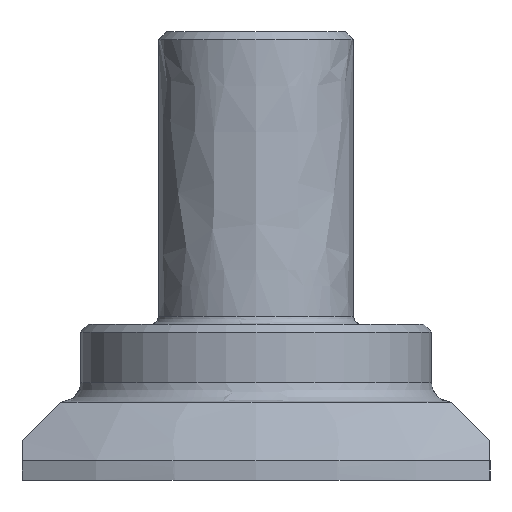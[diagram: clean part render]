
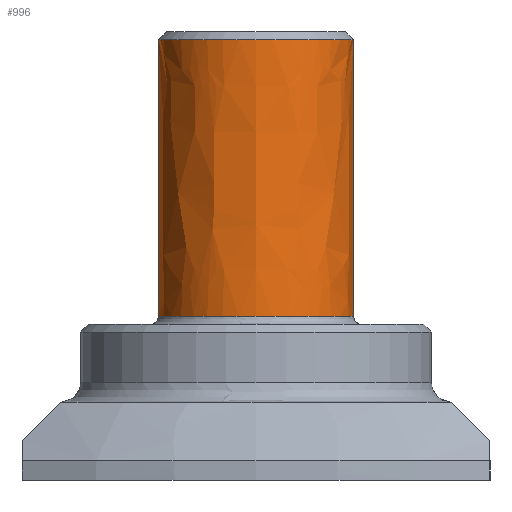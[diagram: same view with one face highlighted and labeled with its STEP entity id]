
A CAD part, left-side view. The second image highlights one B-rep face of the part: STEP entity #996.
In plain terms, the highlighted free-form (B-spline) face has degree [3, 3] with [7, 4] control points.
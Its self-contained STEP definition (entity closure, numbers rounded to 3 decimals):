
#302=CARTESIAN_POINT('',(0.,0.,2.2));
#303=DIRECTION('',(0.,0.,-1.));
#304=DIRECTION('',(0.,-1.,0.));
#305=AXIS2_PLACEMENT_3D('',#302,#303,#304);
#307=DIRECTION('',(0.,0.,1.));
#308=VECTOR('',#307,7.1);
#309=CARTESIAN_POINT('',(0.,2.5,2.2));
#310=LINE('',#309,#308);
#311=DIRECTION('',(0.,0.,1.));
#312=VECTOR('',#311,7.1);
#313=CARTESIAN_POINT('',(0.,-2.5,2.2));
#314=LINE('',#313,#312);
#538=CARTESIAN_POINT('',(0.,0.,9.3));
#539=DIRECTION('',(0.,0.,1.));
#540=DIRECTION('',(0.,1.,0.));
#541=AXIS2_PLACEMENT_3D('',#538,#539,#540);
#555=CARTESIAN_POINT('',(0.,-2.5,2.2));
#556=CARTESIAN_POINT('',(0.,2.5,2.2));
#557=VERTEX_POINT('',#555);
#558=VERTEX_POINT('',#556);
#599=CARTESIAN_POINT('',(0.,2.5,9.3));
#600=CARTESIAN_POINT('',(0.,-2.5,9.3));
#601=VERTEX_POINT('',#599);
#602=VERTEX_POINT('',#600);
#958=CARTESIAN_POINT('',(0.157,-2.495,9.442));
#959=CARTESIAN_POINT('',(0.157,-2.495,6.981));
#960=CARTESIAN_POINT('',(0.157,-2.495,4.519));
#961=CARTESIAN_POINT('',(0.157,-2.495,2.058));
#962=CARTESIAN_POINT('',(-1.378,-2.592,9.442));
#963=CARTESIAN_POINT('',(-1.378,-2.592,6.981));
#964=CARTESIAN_POINT('',(-1.378,-2.592,4.519));
#965=CARTESIAN_POINT('',(-1.378,-2.592,2.058));
#966=CARTESIAN_POINT('',(-2.5,-1.538,9.442));
#967=CARTESIAN_POINT('',(-2.5,-1.538,6.981));
#968=CARTESIAN_POINT('',(-2.5,-1.538,4.519));
#969=CARTESIAN_POINT('',(-2.5,-1.538,2.058));
#970=CARTESIAN_POINT('',(-2.5,0.,9.442));
#971=CARTESIAN_POINT('',(-2.5,0.,6.981));
#972=CARTESIAN_POINT('',(-2.5,0.,4.519));
#973=CARTESIAN_POINT('',(-2.5,0.,2.058));
#974=CARTESIAN_POINT('',(-2.5,1.538,9.442));
#975=CARTESIAN_POINT('',(-2.5,1.538,6.981));
#976=CARTESIAN_POINT('',(-2.5,1.538,4.519));
#977=CARTESIAN_POINT('',(-2.5,1.538,2.058));
#978=CARTESIAN_POINT('',(-1.378,2.592,9.442));
#979=CARTESIAN_POINT('',(-1.378,2.592,6.981));
#980=CARTESIAN_POINT('',(-1.378,2.592,4.519));
#981=CARTESIAN_POINT('',(-1.378,2.592,2.058));
#982=CARTESIAN_POINT('',(0.157,2.495,9.442));
#983=CARTESIAN_POINT('',(0.157,2.495,6.981));
#984=CARTESIAN_POINT('',(0.157,2.495,4.519));
#985=CARTESIAN_POINT('',(0.157,2.495,2.058));
#986=(BOUNDED_SURFACE()B_SPLINE_SURFACE(3,3,((#958,#959,#960,#961),(#962,#963,
#964,#965),(#966,#967,#968,#969),(#970,#971,#972,#973),(#974,#975,#976,#977),(
#978,#979,#980,#981),(#982,#983,#984,#985)),.UNSPECIFIED.,.F.,.F.,.F.)B_SPLINE_SURFACE_WITH_KNOTS((4,3,4),(4,4),(0.,1.,2.),(0.633,8.017),.UNSPECIFIED.)GEOMETRIC_REPRESENTATION_ITEM()RATIONAL_B_SPLINE_SURFACE(((1.187,
1.187,1.187,1.187),(0.938,
0.938,0.938,0.938),(0.938,
0.938,0.938,0.938),(1.187,
1.187,1.187,1.187),(0.938,
0.938,0.938,0.938),(0.938,
0.938,0.938,0.938),(1.187,
1.187,1.187,1.187)))REPRESENTATION_ITEM('')SURFACE());
#987=ORIENTED_EDGE('',*,*,#948,.T.);
#989=ORIENTED_EDGE('',*,*,#988,.T.);
#991=ORIENTED_EDGE('',*,*,#990,.T.);
#993=ORIENTED_EDGE('',*,*,#992,.F.);
#994=EDGE_LOOP('',(#987,#989,#991,#993));
#995=FACE_OUTER_BOUND('',#994,.F.);
#996=ADVANCED_FACE('',(#995),#986,.T.);
#306=CIRCLE('',#305,2.5);
#542=CIRCLE('',#541,2.5);
#948=EDGE_CURVE('',#557,#558,#306,.T.);
#988=EDGE_CURVE('',#558,#601,#310,.T.);
#990=EDGE_CURVE('',#601,#602,#542,.T.);
#992=EDGE_CURVE('',#557,#602,#314,.T.);
